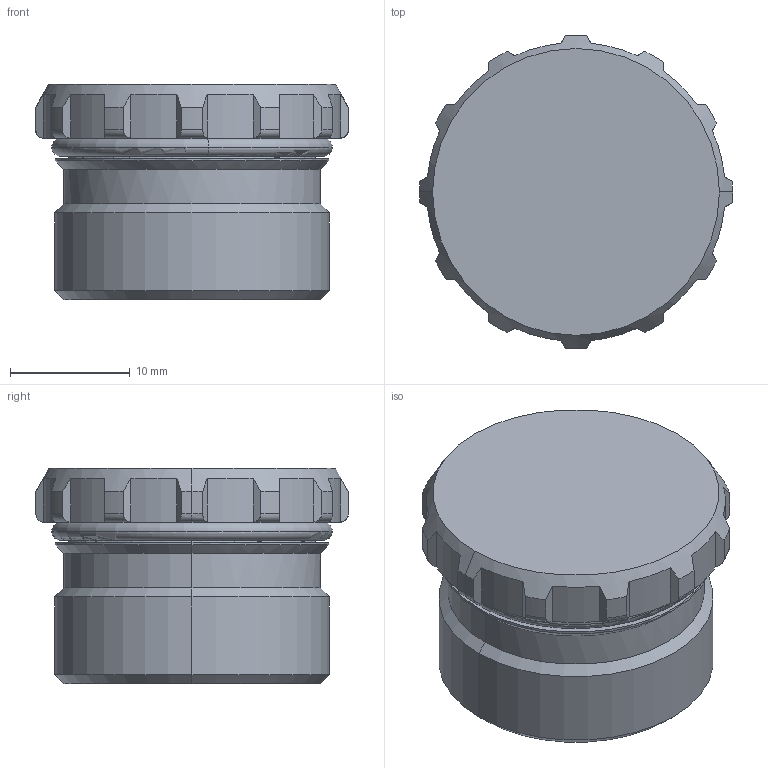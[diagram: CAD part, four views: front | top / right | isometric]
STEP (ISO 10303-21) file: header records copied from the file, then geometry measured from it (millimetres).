
FILE_DESCRIPTION(('CATIA V5 STEP Exchange','CAx-IF Rec.Pracs.--- Model Styling and Organization---1.4--- 2014-01-23'),'2;1');
FILE_NAME ('404133-2_0_1244790000_1244790000.stp','2021-01-08T06:16:05+00:00',('none'),('Weidmueller'),'CATIA Version 5-6 Release 2016 SP3 HF44','CATIA V5 STEP AP214','none');
FILE_SCHEMA(('AUTOMOTIVE_DESIGN { 1 0 10303 214 1 1 1 1 }'));
Length unit declared in the file: millimetre
Products named in the file (1): 1244790000
Bounding box: 26.2 x 26.19 x 18 mm (x, y, z)
Volume: 3223.2 mm3; surface area: 4100 mm2
Topology: 3 solids, 3 shells, 103 faces, 252 edges, 160 vertices
Faces by surface type: cylinder 44, plane 35, torus 16, cone 8
Entity records: 3218 total; most frequent: CARTESIAN_POINT 890, ORIENTED_EDGE 504, DIRECTION 396, EDGE_CURVE 252, AXIS2_PLACEMENT_3D 221, VERTEX_POINT 160, CIRCLE 120, EDGE_LOOP 112
